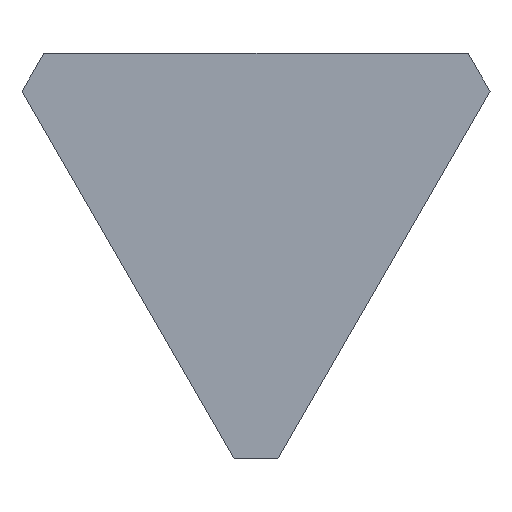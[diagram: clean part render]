
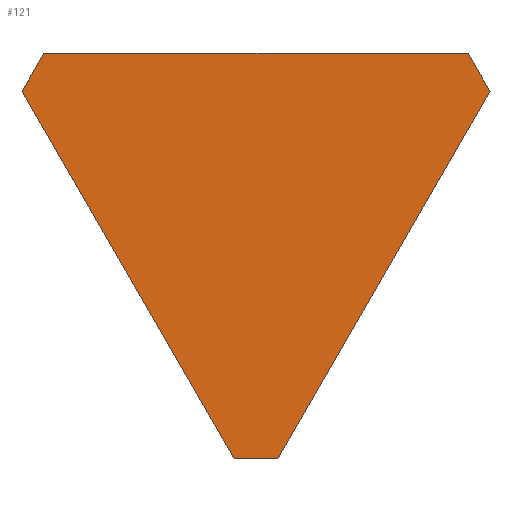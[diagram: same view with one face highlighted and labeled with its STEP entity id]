
A CAD part, front view. The second image highlights one B-rep face of the part: STEP entity #121.
In plain terms, the highlighted planar face has unit normal (0, -1, 0).
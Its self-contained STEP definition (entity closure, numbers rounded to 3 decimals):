
#9 = EDGE_CURVE ( 'NONE', #23, #105, #252, .T. ) ;
#13 = PLANE ( 'NONE',  #217 ) ;
#17 = EDGE_CURVE ( 'NONE', #113, #45, #119, .T. ) ;
#23 = VERTEX_POINT ( 'NONE', #158 ) ;
#28 = DIRECTION ( 'NONE',  ( -1., 0., 0. ) ) ;
#29 = EDGE_CURVE ( 'NONE', #63, #113, #157, .T. ) ;
#30 = LINE ( 'NONE', #229, #298 ) ;
#32 = DIRECTION ( 'NONE',  ( 0.5, 0., 0.866 ) ) ;
#38 = LINE ( 'NONE', #84, #112 ) ;
#45 = VERTEX_POINT ( 'NONE', #136 ) ;
#46 = EDGE_CURVE ( 'NONE', #45, #23, #30, .T. ) ;
#53 = DIRECTION ( 'NONE',  ( -0.5, 0., -0.866 ) ) ;
#61 = VERTEX_POINT ( 'NONE', #246 ) ;
#63 = VERTEX_POINT ( 'NONE', #244 ) ;
#84 = CARTESIAN_POINT ( 'NONE',  ( 427.032, 0., 200.359 ) ) ;
#85 = DIRECTION ( 'NONE',  ( -0.5, 0., 0.866 ) ) ;
#90 = ORIENTED_EDGE ( 'NONE', *, *, #285, .F. ) ;
#100 = DIRECTION ( 'NONE',  ( 0., 0., -1. ) ) ;
#105 = VERTEX_POINT ( 'NONE', #283 ) ;
#112 = VECTOR ( 'NONE', #174, 1000. ) ;
#113 = VERTEX_POINT ( 'NONE', #138 ) ;
#119 = LINE ( 'NONE', #206, #277 ) ;
#121 = ADVANCED_FACE ( 'NONE', ( #212 ), #13, .T. ) ;
#123 = ORIENTED_EDGE ( 'NONE', *, *, #301, .F. ) ;
#134 = CARTESIAN_POINT ( 'NONE',  ( -387.032, 0., 269.641 ) ) ;
#136 = CARTESIAN_POINT ( 'NONE',  ( -40., 0., -470. ) ) ;
#138 = CARTESIAN_POINT ( 'NONE',  ( 40., 0., -470. ) ) ;
#141 = DIRECTION ( 'NONE',  ( 1., 0., 0. ) ) ;
#152 = EDGE_LOOP ( 'NONE', ( #270, #90, #123, #303, #226, #248 ) ) ;
#157 = LINE ( 'NONE', #254, #230 ) ;
#158 = CARTESIAN_POINT ( 'NONE',  ( -427.032, 0., 200.359 ) ) ;
#171 = VECTOR ( 'NONE', #32, 1000. ) ;
#174 = DIRECTION ( 'NONE',  ( 0.5, 0., -0.866 ) ) ;
#203 = LINE ( 'NONE', #268, #282 ) ;
#206 = CARTESIAN_POINT ( 'NONE',  ( -40., 0., -470. ) ) ;
#212 = FACE_OUTER_BOUND ( 'NONE', #152, .T. ) ;
#217 = AXIS2_PLACEMENT_3D ( 'NONE', #237, #294, #100 ) ;
#226 = ORIENTED_EDGE ( 'NONE', *, *, #46, .F. ) ;
#229 = CARTESIAN_POINT ( 'NONE',  ( -40., 0., -470. ) ) ;
#230 = VECTOR ( 'NONE', #53, 1000. ) ;
#237 = CARTESIAN_POINT ( 'NONE',  ( 0., 0., 0. ) ) ;
#244 = CARTESIAN_POINT ( 'NONE',  ( 427.032, 0., 200.359 ) ) ;
#246 = CARTESIAN_POINT ( 'NONE',  ( 387.032, 0., 269.641 ) ) ;
#248 = ORIENTED_EDGE ( 'NONE', *, *, #17, .F. ) ;
#252 = LINE ( 'NONE', #134, #171 ) ;
#254 = CARTESIAN_POINT ( 'NONE',  ( 427.032, 0., 200.359 ) ) ;
#268 = CARTESIAN_POINT ( 'NONE',  ( -387.032, 0., 269.641 ) ) ;
#270 = ORIENTED_EDGE ( 'NONE', *, *, #29, .F. ) ;
#277 = VECTOR ( 'NONE', #28, 1000. ) ;
#282 = VECTOR ( 'NONE', #141, 1000. ) ;
#283 = CARTESIAN_POINT ( 'NONE',  ( -387.032, 0., 269.641 ) ) ;
#285 = EDGE_CURVE ( 'NONE', #61, #63, #38, .T. ) ;
#294 = DIRECTION ( 'NONE',  ( 0., -1., 0. ) ) ;
#298 = VECTOR ( 'NONE', #85, 1000. ) ;
#301 = EDGE_CURVE ( 'NONE', #105, #61, #203, .T. ) ;
#303 = ORIENTED_EDGE ( 'NONE', *, *, #9, .F. ) ;
